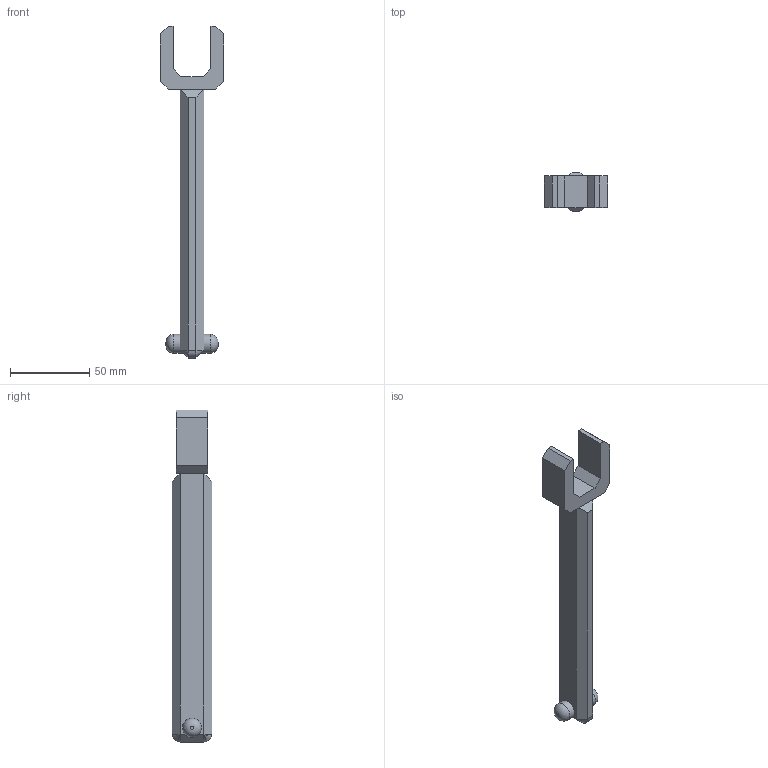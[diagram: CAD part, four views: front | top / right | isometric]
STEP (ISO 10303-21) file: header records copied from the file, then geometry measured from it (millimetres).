
FILE_DESCRIPTION(/* description */ ('STEP AP242','CAx-IF Rec.Pracs.---Representation and Presentation of Product Manufacturing Information (PMI)---4.0---2014-10-13','CAx-IF Rec.Pracs.---3D Tessellated Geometry---0.4---2014-09-14','2;1','CAx-IF Rec.Pracs.---User Defined Attributes---1.5---2016-08-15'),/* implementation_level */ '2;1');
FILE_NAME(/* name */ '691d604a32b038579f92af23',/* time_stamp */ '2025-11-19T06:14:34Z',/* author */ (''),/* organization */ (''),/* preprocessor_version */ 'ST-DEVELOPER v20',/* originating_system */ 'ONSHAPE BY PTC INC, 1.206',/* authorisation */ ' ');
FILE_SCHEMA (('AP242_MANAGED_MODEL_BASED_3D_ENGINEERING_MIM_LF { 1 0 10303 442 1 1 4 }'));
Length unit declared in the file: metre
Products named in the file (1): ESL 3
Bounding box: 40 x 25 x 210 mm (x, y, z)
Volume: 72360.3 mm3; surface area: 17792.8 mm2
Topology: 1 solids, 1 shells, 41 faces, 100 edges, 58 vertices
Faces by surface type: plane 31, cylinder 4, cone 4, torus 2
Full cylindrical faces by diameter (mm): 12 x2
Entity records: 1122 total; most frequent: CARTESIAN_POINT 188, DIRECTION 186, ORIENTED_EDGE 180, EDGE_CURVE 90, LINE 78, VECTOR 78, VERTEX_POINT 56, AXIS2_PLACEMENT_3D 54
